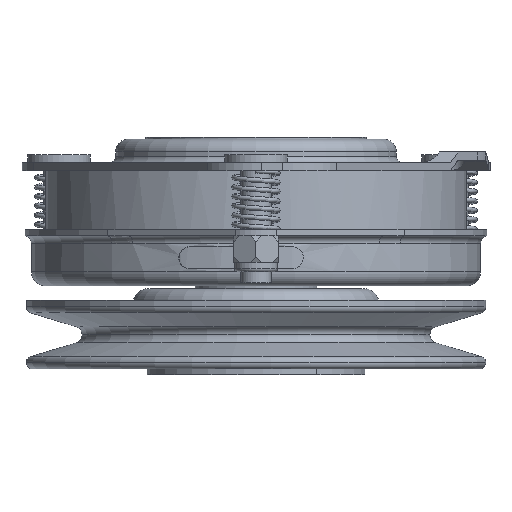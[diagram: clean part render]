
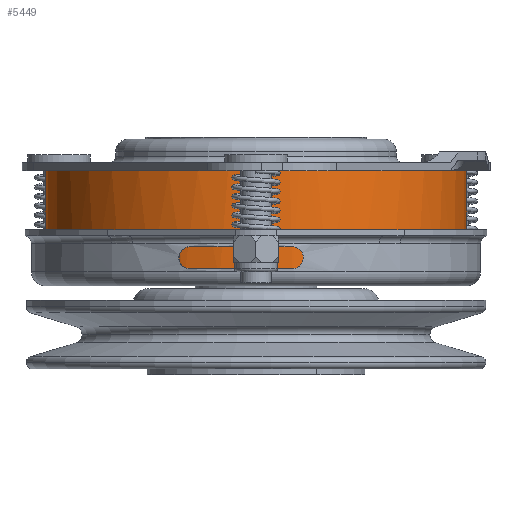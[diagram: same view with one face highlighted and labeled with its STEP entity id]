
A CAD part, front view. The second image highlights one B-rep face of the part: STEP entity #5449.
In plain terms, the highlighted cylindrical face has radius 67.5 mm (diameter 135 mm), a partial arc.
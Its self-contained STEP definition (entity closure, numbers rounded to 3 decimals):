
#426 = AXIS2_PLACEMENT_3D ( 'NONE', #17406, #9037, #751 ) ;
#751 = DIRECTION ( 'NONE',  ( 0., -1., 0. ) ) ;
#1151 = CARTESIAN_POINT ( 'NONE',  ( 19.64, -64.58, -10.1 ) ) ;
#1511 = EDGE_CURVE ( 'NONE', #5532, #3866, #10743, .T. ) ;
#1643 = ORIENTED_EDGE ( 'NONE', *, *, #6255, .T. ) ;
#1767 = DIRECTION ( 'NONE',  ( 1., 0., 0. ) ) ;
#1913 = CARTESIAN_POINT ( 'NONE',  ( 0., 0., -10.1 ) ) ;
#2197 = VERTEX_POINT ( 'NONE', #5167 ) ;
#2210 = VERTEX_POINT ( 'NONE', #14343 ) ;
#2328 = EDGE_CURVE ( 'NONE', #16850, #2210, #7728, .T. ) ;
#2620 = ORIENTED_EDGE ( 'NONE', *, *, #6115, .T. ) ;
#2629 = CIRCLE ( 'NONE', #7482, 67.5 ) ;
#2694 = CIRCLE ( 'NONE', #16198, 67.5 ) ;
#2751 = ORIENTED_EDGE ( 'NONE', *, *, #16399, .T. ) ;
#3153 = ORIENTED_EDGE ( 'NONE', *, *, #7285, .T. ) ;
#3866 = VERTEX_POINT ( 'NONE', #13065 ) ;
#4345 = DIRECTION ( 'NONE',  ( 0., 0., -1. ) ) ;
#4490 = DIRECTION ( 'NONE',  ( 0., 0., -1. ) ) ;
#4694 = DIRECTION ( 'NONE',  ( 0., 0., 1. ) ) ;
#5075 = DIRECTION ( 'NONE',  ( 0., 0., -1. ) ) ;
#5167 = CARTESIAN_POINT ( 'NONE',  ( -27.992, -61.422, -10.1 ) ) ;
#5449 = ADVANCED_FACE ( 'NONE', ( #10941 ), #17954, .T. ) ;
#5532 = VERTEX_POINT ( 'NONE', #13104 ) ;
#5674 = DIRECTION ( 'NONE',  ( 0., -1., 0. ) ) ;
#6115 = EDGE_CURVE ( 'NONE', #15313, #2197, #2694, .T. ) ;
#6153 = CARTESIAN_POINT ( 'NONE',  ( 10.821, -66.627, -10.1 ) ) ;
#6255 = EDGE_CURVE ( 'NONE', #2197, #2210, #8746, .T. ) ;
#6479 = CARTESIAN_POINT ( 'NONE',  ( 0., 0., -10.1 ) ) ;
#6553 = AXIS2_PLACEMENT_3D ( 'NONE', #1913, #4490, #15067 ) ;
#7066 = VECTOR ( 'NONE', #16329, 1000. ) ;
#7285 = EDGE_CURVE ( 'NONE', #16850, #5532, #7652, .T. ) ;
#7482 = AXIS2_PLACEMENT_3D ( 'NONE', #12655, #4345, #14057 ) ;
#7652 = CIRCLE ( 'NONE', #15049, 67.5 ) ;
#7728 = LINE ( 'NONE', #11598, #14233 ) ;
#8691 = ORIENTED_EDGE ( 'NONE', *, *, #1511, .T. ) ;
#8746 = CIRCLE ( 'NONE', #6553, 67.5 ) ;
#9037 = DIRECTION ( 'NONE',  ( 0., 0., -1. ) ) ;
#9056 = ORIENTED_EDGE ( 'NONE', *, *, #15367, .T. ) ;
#9323 = CIRCLE ( 'NONE', #15502, 67.5 ) ;
#9681 = CARTESIAN_POINT ( 'NONE',  ( 0., 0., 48.99 ) ) ;
#9783 = CARTESIAN_POINT ( 'NONE',  ( 46.552, -48.879, -10.1 ) ) ;
#10238 = CIRCLE ( 'NONE', #426, 67.5 ) ;
#10743 = LINE ( 'NONE', #10789, #7066 ) ;
#10789 = CARTESIAN_POINT ( 'NONE',  ( 67.5, 0., 48.99 ) ) ;
#10941 = FACE_OUTER_BOUND ( 'NONE', #13504, .T. ) ;
#11343 = DIRECTION ( 'NONE',  ( 0., 0., 1. ) ) ;
#11598 = CARTESIAN_POINT ( 'NONE',  ( -67.5, 0., 48.99 ) ) ;
#11618 = ORIENTED_EDGE ( 'NONE', *, *, #2328, .F. ) ;
#12400 = VERTEX_POINT ( 'NONE', #9783 ) ;
#12518 = VERTEX_POINT ( 'NONE', #1151 ) ;
#12655 = CARTESIAN_POINT ( 'NONE',  ( 0., 0., -10.1 ) ) ;
#13065 = CARTESIAN_POINT ( 'NONE',  ( 67.5, 0., -10.1 ) ) ;
#13104 = CARTESIAN_POINT ( 'NONE',  ( 67.5, 0., -45. ) ) ;
#13364 = CARTESIAN_POINT ( 'NONE',  ( 0., 0., -45. ) ) ;
#13397 = CARTESIAN_POINT ( 'NONE',  ( 0., 0., -10.1 ) ) ;
#13504 = EDGE_LOOP ( 'NONE', ( #11618, #3153, #8691, #9056, #2751, #14053, #2620, #1643 ) ) ;
#14053 = ORIENTED_EDGE ( 'NONE', *, *, #16757, .T. ) ;
#14057 = DIRECTION ( 'NONE',  ( 0., -1., 0. ) ) ;
#14233 = VECTOR ( 'NONE', #4694, 1000. ) ;
#14343 = CARTESIAN_POINT ( 'NONE',  ( -67.5, 0., -10.1 ) ) ;
#14797 = DIRECTION ( 'NONE',  ( 0., -1., 0. ) ) ;
#15015 = AXIS2_PLACEMENT_3D ( 'NONE', #9681, #16342, #17642 ) ;
#15049 = AXIS2_PLACEMENT_3D ( 'NONE', #13364, #11343, #1767 ) ;
#15067 = DIRECTION ( 'NONE',  ( 0., -1., 0. ) ) ;
#15184 = DIRECTION ( 'NONE',  ( 0., 0., -1. ) ) ;
#15313 = VERTEX_POINT ( 'NONE', #6153 ) ;
#15367 = EDGE_CURVE ( 'NONE', #3866, #12400, #10238, .T. ) ;
#15502 = AXIS2_PLACEMENT_3D ( 'NONE', #13397, #5075, #14797 ) ;
#16198 = AXIS2_PLACEMENT_3D ( 'NONE', #6479, #15184, #5674 ) ;
#16325 = CARTESIAN_POINT ( 'NONE',  ( -67.5, 0., -45. ) ) ;
#16329 = DIRECTION ( 'NONE',  ( 0., 0., 1. ) ) ;
#16342 = DIRECTION ( 'NONE',  ( 0., 0., 1. ) ) ;
#16399 = EDGE_CURVE ( 'NONE', #12400, #12518, #2629, .T. ) ;
#16757 = EDGE_CURVE ( 'NONE', #12518, #15313, #9323, .T. ) ;
#16850 = VERTEX_POINT ( 'NONE', #16325 ) ;
#17406 = CARTESIAN_POINT ( 'NONE',  ( 0., 0., -10.1 ) ) ;
#17642 = DIRECTION ( 'NONE',  ( 1., 0., 0. ) ) ;
#17954 = CYLINDRICAL_SURFACE ( 'NONE', #15015, 67.5 ) ;
